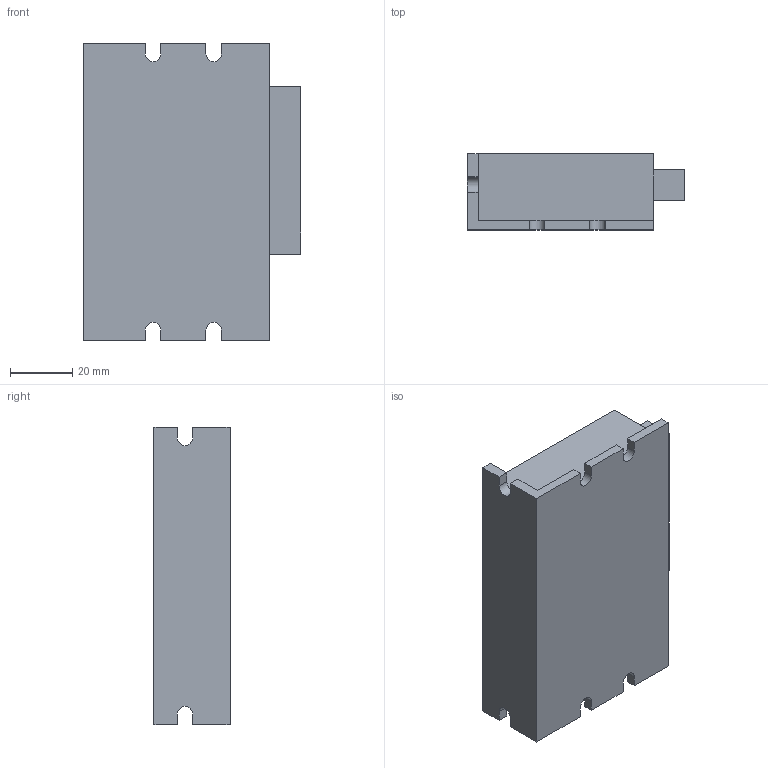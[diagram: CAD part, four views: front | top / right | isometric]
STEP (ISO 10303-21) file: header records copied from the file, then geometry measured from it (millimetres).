
FILE_DESCRIPTION (( 'STEP AP203' ), '1' );
FILE_NAME ('JKBLD120.STEP', '2022-08-18T02:09:00', ( 'WBL' ), ( 'Microsoft' ), 'SwSTEP 2.0', 'SolidWorks 2020', '' );
FILE_SCHEMA (( 'CONFIG_CONTROL_DESIGN' ));
Length unit declared in the file: millimetre
Products named in the file (1): JKBLD120
Bounding box: 70 x 24.5 x 96 mm (x, y, z)
Volume: 128251.6 mm3; surface area: 21482.5 mm2
Topology: 2 solids, 2 shells, 66 faces, 177 edges, 118 vertices
Faces by surface type: plane 55, cylinder 11
Entity records: 2118 total; most frequent: CARTESIAN_POINT 362, ORIENTED_EDGE 354, DIRECTION 333, EDGE_CURVE 177, LINE 155, VECTOR 155, VERTEX_POINT 118, AXIS2_PLACEMENT_3D 89
